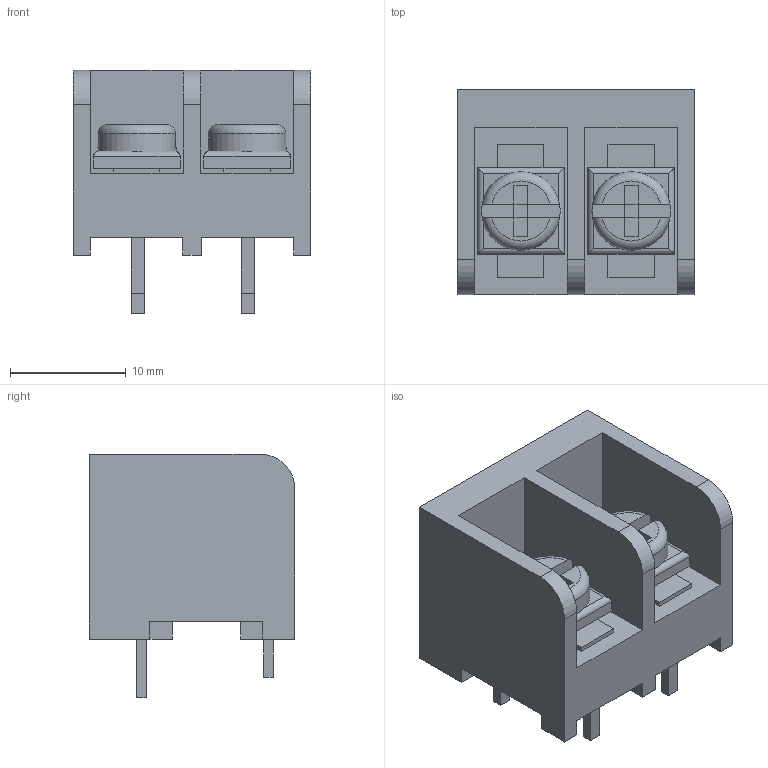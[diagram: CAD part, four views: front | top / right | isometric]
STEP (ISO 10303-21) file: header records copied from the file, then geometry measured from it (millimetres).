
FILE_DESCRIPTION(('FreeCAD Model'),'2;1');
FILE_NAME('Barrier_Block_6DBL_02_006___Revised_cp.step', '2019-09-27T18:28:12',('kicad StepUp'),('ksu MCAD'), 'Open CASCADE STEP processor 7.3','FreeCAD','Unknown');
FILE_SCHEMA(('AUTOMOTIVE_DESIGN { 1 0 10303 214 1 1 1 1 }'));
Length unit declared in the file: millimetre
Products named in the file (1): Barrier_Block_6DBL_02_006___Revised_cp
Bounding box: 20.6 x 17.8 x 21.08 mm (x, y, z)
Volume: 3184.5 mm3; surface area: 3549.6 mm2
Topology: 11 solids, 11 shells, 161 faces, 383 edges, 244 vertices
Faces by surface type: plane 144, cylinder 13, torus 4
Full cylindrical faces by diameter (mm): 6.8 x2
Entity records: 5775 total; most frequent: CARTESIAN_POINT 925, ORIENTED_EDGE 766, DIRECTION 729, EDGE_CURVE 383, LINE 345, VECTOR 345, VERTEX_POINT 244, AXIS2_PLACEMENT_3D 192
